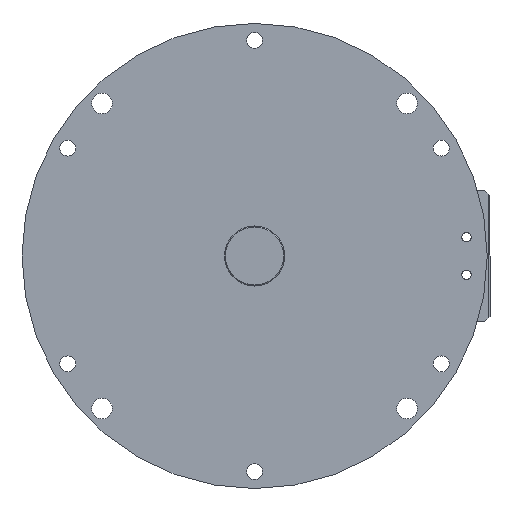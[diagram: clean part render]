
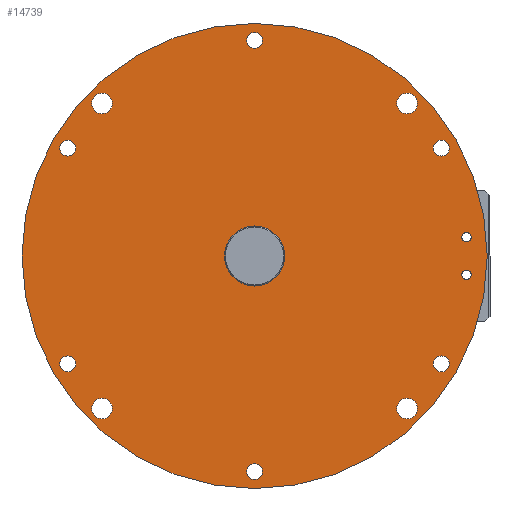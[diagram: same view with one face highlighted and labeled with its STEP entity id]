
A CAD part, left-side view. The second image highlights one B-rep face of the part: STEP entity #14739.
In plain terms, the highlighted planar face has unit normal (-1, 0, 0).
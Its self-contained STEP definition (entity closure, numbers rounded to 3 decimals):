
#66 = CARTESIAN_POINT ( 'NONE',  ( 0., -99.593, -61.75 ) ) ;
#652 = CARTESIAN_POINT ( 'NONE',  ( 0., -113., 10. ) ) ;
#742 = ORIENTED_EDGE ( 'NONE', *, *, #30357, .T. ) ;
#1035 = DIRECTION ( 'NONE',  ( 0., 0., -1. ) ) ;
#1325 = FACE_BOUND ( 'NONE', #28174, .T. ) ;
#1644 = DIRECTION ( 'NONE',  ( 0., 0., -1. ) ) ;
#1748 = DIRECTION ( 'NONE',  ( 1., 0., 0. ) ) ;
#2193 = FACE_BOUND ( 'NONE', #25373, .T. ) ;
#2262 = CARTESIAN_POINT ( 'NONE',  ( 0., 99.593, 53.25 ) ) ;
#2277 = VERTEX_POINT ( 'NONE', #8063 ) ;
#2420 = CARTESIAN_POINT ( 'NONE',  ( 0., 0., -115. ) ) ;
#2720 = PLANE ( 'NONE',  #15088 ) ;
#2847 = CARTESIAN_POINT ( 'NONE',  ( 0., 99.593, -61.75 ) ) ;
#3359 = CIRCLE ( 'NONE', #25982, 5.5 ) ;
#3412 = CARTESIAN_POINT ( 'NONE',  ( 0., 0., 115. ) ) ;
#3421 = DIRECTION ( 'NONE',  ( 0., 0., -1. ) ) ;
#3472 = CARTESIAN_POINT ( 'NONE',  ( 0., 0., 0. ) ) ;
#4279 = EDGE_CURVE ( 'NONE', #6391, #6391, #30566, .T. ) ;
#4428 = VERTEX_POINT ( 'NONE', #30386 ) ;
#5177 = EDGE_LOOP ( 'NONE', ( #23025 ) ) ;
#5223 = DIRECTION ( 'NONE',  ( 0., 0., -1. ) ) ;
#5704 = VERTEX_POINT ( 'NONE', #5868 ) ;
#5739 = VERTEX_POINT ( 'NONE', #16171 ) ;
#5868 = CARTESIAN_POINT ( 'NONE',  ( 0., -99.593, 53.25 ) ) ;
#6262 = DIRECTION ( 'NONE',  ( 0., 0., -1. ) ) ;
#6282 = AXIS2_PLACEMENT_3D ( 'NONE', #34077, #17615, #1035 ) ;
#6292 = EDGE_CURVE ( 'NONE', #33146, #33146, #21464, .T. ) ;
#6391 = VERTEX_POINT ( 'NONE', #18370 ) ;
#6443 = EDGE_LOOP ( 'NONE', ( #27790 ) ) ;
#6838 = CARTESIAN_POINT ( 'NONE',  ( 0., 0., 0. ) ) ;
#7195 = EDGE_LOOP ( 'NONE', ( #32019 ) ) ;
#7196 = DIRECTION ( 'NONE',  ( 1., 0., 0. ) ) ;
#7229 = EDGE_CURVE ( 'NONE', #18524, #18524, #27011, .T. ) ;
#7483 = VERTEX_POINT ( 'NONE', #2262 ) ;
#7928 = AXIS2_PLACEMENT_3D ( 'NONE', #3412, #10845, #16663 ) ;
#8063 = CARTESIAN_POINT ( 'NONE',  ( 0., 0., -124. ) ) ;
#8451 = CARTESIAN_POINT ( 'NONE',  ( 0., 81.317, -81.317 ) ) ;
#8640 = CARTESIAN_POINT ( 'NONE',  ( 0., -81.317, -86.817 ) ) ;
#8661 = FACE_BOUND ( 'NONE', #26686, .T. ) ;
#9285 = EDGE_LOOP ( 'NONE', ( #10823 ) ) ;
#9519 = FACE_BOUND ( 'NONE', #5177, .T. ) ;
#9576 = DIRECTION ( 'NONE',  ( 0., 0., -1. ) ) ;
#9836 = EDGE_LOOP ( 'NONE', ( #10236 ) ) ;
#9930 = EDGE_CURVE ( 'NONE', #30574, #30574, #21185, .T. ) ;
#10236 = ORIENTED_EDGE ( 'NONE', *, *, #30567, .T. ) ;
#10384 = FACE_OUTER_BOUND ( 'NONE', #23995, .T. ) ;
#10768 = AXIS2_PLACEMENT_3D ( 'NONE', #27490, #10893, #30233 ) ;
#10823 = ORIENTED_EDGE ( 'NONE', *, *, #9930, .T. ) ;
#10845 = DIRECTION ( 'NONE',  ( 1., 0., 0. ) ) ;
#10889 = VERTEX_POINT ( 'NONE', #66 ) ;
#10893 = DIRECTION ( 'NONE',  ( 1., 0., 0. ) ) ;
#11020 = ORIENTED_EDGE ( 'NONE', *, *, #17965, .T. ) ;
#11379 = AXIS2_PLACEMENT_3D ( 'NONE', #2420, #21748, #5223 ) ;
#11586 = DIRECTION ( 'NONE',  ( 1., 0., 0. ) ) ;
#12114 = FACE_BOUND ( 'NONE', #25699, .T. ) ;
#12634 = VERTEX_POINT ( 'NONE', #22059 ) ;
#13474 = ORIENTED_EDGE ( 'NONE', *, *, #23836, .F. ) ;
#13736 = CARTESIAN_POINT ( 'NONE',  ( 0., 16., 0. ) ) ;
#13857 = CARTESIAN_POINT ( 'NONE',  ( 0., -113., -12.5 ) ) ;
#14006 = EDGE_LOOP ( 'NONE', ( #18208 ) ) ;
#14413 = AXIS2_PLACEMENT_3D ( 'NONE', #8451, #7196, #1644 ) ;
#14739 = ADVANCED_FACE ( 'NONE', ( #12114, #10384, #24252, #31552, #16887, #9519, #2193, #30687, #23374, #16034, #8661, #1325, #29860, #22500 ), #2720, .T. ) ;
#15088 = AXIS2_PLACEMENT_3D ( 'NONE', #13736, #21948, #27631 ) ;
#15209 = AXIS2_PLACEMENT_3D ( 'NONE', #18325, #1748, #21071 ) ;
#15238 = CARTESIAN_POINT ( 'NONE',  ( 0., 81.317, 81.317 ) ) ;
#15701 = CARTESIAN_POINT ( 'NONE',  ( 0., 0., 110.75 ) ) ;
#15915 = EDGE_CURVE ( 'NONE', #7483, #7483, #30197, .T. ) ;
#15922 = CIRCLE ( 'NONE', #17237, 5.5 ) ;
#16034 = FACE_BOUND ( 'NONE', #6443, .T. ) ;
#16063 = CIRCLE ( 'NONE', #11379, 4.25 ) ;
#16171 = CARTESIAN_POINT ( 'NONE',  ( 0., 81.317, 75.817 ) ) ;
#16255 = CARTESIAN_POINT ( 'NONE',  ( 0., -81.317, -81.317 ) ) ;
#16322 = DIRECTION ( 'NONE',  ( 1., 0., 0. ) ) ;
#16663 = DIRECTION ( 'NONE',  ( 0., 0., -1. ) ) ;
#16716 = EDGE_CURVE ( 'NONE', #26893, #26893, #3359, .T. ) ;
#16887 = FACE_BOUND ( 'NONE', #17546, .T. ) ;
#17137 = CIRCLE ( 'NONE', #15209, 4.25 ) ;
#17237 = AXIS2_PLACEMENT_3D ( 'NONE', #15238, #34475, #18025 ) ;
#17546 = EDGE_LOOP ( 'NONE', ( #11020 ) ) ;
#17615 = DIRECTION ( 'NONE',  ( 1., 0., 0. ) ) ;
#17658 = ORIENTED_EDGE ( 'NONE', *, *, #6292, .T. ) ;
#17965 = EDGE_CURVE ( 'NONE', #5739, #5739, #15922, .T. ) ;
#18005 = ORIENTED_EDGE ( 'NONE', *, *, #16716, .T. ) ;
#18025 = DIRECTION ( 'NONE',  ( 0., 0., -1. ) ) ;
#18208 = ORIENTED_EDGE ( 'NONE', *, *, #28969, .T. ) ;
#18325 = CARTESIAN_POINT ( 'NONE',  ( 0., -99.593, -57.5 ) ) ;
#18370 = CARTESIAN_POINT ( 'NONE',  ( 0., -81.317, 75.817 ) ) ;
#18488 = CARTESIAN_POINT ( 'NONE',  ( 0., 81.317, -86.817 ) ) ;
#18524 = VERTEX_POINT ( 'NONE', #18488 ) ;
#18601 = CARTESIAN_POINT ( 'NONE',  ( 0., -113., 7.5 ) ) ;
#18668 = ORIENTED_EDGE ( 'NONE', *, *, #35551, .T. ) ;
#19040 = DIRECTION ( 'NONE',  ( 0., 0., -1. ) ) ;
#19405 = CIRCLE ( 'NONE', #32538, 124. ) ;
#19596 = EDGE_LOOP ( 'NONE', ( #26070 ) ) ;
#19987 = DIRECTION ( 'NONE',  ( 1., 0., 0. ) ) ;
#21071 = DIRECTION ( 'NONE',  ( 0., 0., -1. ) ) ;
#21185 = CIRCLE ( 'NONE', #25123, 2.5 ) ;
#21464 = CIRCLE ( 'NONE', #7928, 4.25 ) ;
#21684 = DIRECTION ( 'NONE',  ( 1., 0., 0. ) ) ;
#21748 = DIRECTION ( 'NONE',  ( 1., 0., 0. ) ) ;
#21948 = DIRECTION ( 'NONE',  ( -1., 0., 0. ) ) ;
#22059 = CARTESIAN_POINT ( 'NONE',  ( 0., 0., -119.25 ) ) ;
#22326 = CIRCLE ( 'NONE', #22788, 2.5 ) ;
#22358 = CIRCLE ( 'NONE', #27871, 16. ) ;
#22500 = FACE_BOUND ( 'NONE', #14006, .T. ) ;
#22788 = AXIS2_PLACEMENT_3D ( 'NONE', #28163, #11586, #30919 ) ;
#22818 = DIRECTION ( 'NONE',  ( 1., 0., 0. ) ) ;
#23025 = ORIENTED_EDGE ( 'NONE', *, *, #4279, .T. ) ;
#23374 = FACE_BOUND ( 'NONE', #9285, .T. ) ;
#23836 = EDGE_CURVE ( 'NONE', #2277, #2277, #19405, .T. ) ;
#23895 = DIRECTION ( 'NONE',  ( 0., 0., -1. ) ) ;
#23995 = EDGE_LOOP ( 'NONE', ( #13474 ) ) ;
#24252 = FACE_BOUND ( 'NONE', #19596, .T. ) ;
#24556 = AXIS2_PLACEMENT_3D ( 'NONE', #31215, #21684, #23895 ) ;
#25123 = AXIS2_PLACEMENT_3D ( 'NONE', #652, #19987, #3421 ) ;
#25242 = EDGE_LOOP ( 'NONE', ( #742 ) ) ;
#25373 = EDGE_LOOP ( 'NONE', ( #18005 ) ) ;
#25699 = EDGE_LOOP ( 'NONE', ( #33603 ) ) ;
#25771 = CIRCLE ( 'NONE', #10768, 4.25 ) ;
#25889 = CIRCLE ( 'NONE', #6282, 4.25 ) ;
#25982 = AXIS2_PLACEMENT_3D ( 'NONE', #16255, #35509, #19040 ) ;
#26070 = ORIENTED_EDGE ( 'NONE', *, *, #29929, .T. ) ;
#26169 = DIRECTION ( 'NONE',  ( 1., 0., 0. ) ) ;
#26686 = EDGE_LOOP ( 'NONE', ( #17658 ) ) ;
#26893 = VERTEX_POINT ( 'NONE', #8640 ) ;
#27011 = CIRCLE ( 'NONE', #14413, 5.5 ) ;
#27490 = CARTESIAN_POINT ( 'NONE',  ( 0., 99.593, -57.5 ) ) ;
#27631 = DIRECTION ( 'NONE',  ( 0., 0., 1. ) ) ;
#27790 = ORIENTED_EDGE ( 'NONE', *, *, #15915, .T. ) ;
#27871 = AXIS2_PLACEMENT_3D ( 'NONE', #6838, #26169, #9576 ) ;
#28163 = CARTESIAN_POINT ( 'NONE',  ( 0., -113., -10. ) ) ;
#28174 = EDGE_LOOP ( 'NONE', ( #18668 ) ) ;
#28969 = EDGE_CURVE ( 'NONE', #12634, #12634, #16063, .T. ) ;
#29860 = FACE_BOUND ( 'NONE', #9836, .T. ) ;
#29929 = EDGE_CURVE ( 'NONE', #4428, #4428, #22358, .T. ) ;
#30197 = CIRCLE ( 'NONE', #34469, 4.25 ) ;
#30233 = DIRECTION ( 'NONE',  ( 0., 0., -1. ) ) ;
#30357 = EDGE_CURVE ( 'NONE', #32906, #32906, #22326, .T. ) ;
#30386 = CARTESIAN_POINT ( 'NONE',  ( 0., 0., -16. ) ) ;
#30566 = CIRCLE ( 'NONE', #24556, 5.5 ) ;
#30567 = EDGE_CURVE ( 'NONE', #10889, #10889, #17137, .T. ) ;
#30574 = VERTEX_POINT ( 'NONE', #18601 ) ;
#30687 = FACE_BOUND ( 'NONE', #25242, .T. ) ;
#30739 = EDGE_CURVE ( 'NONE', #32051, #32051, #25771, .T. ) ;
#30919 = DIRECTION ( 'NONE',  ( 0., 0., -1. ) ) ;
#31215 = CARTESIAN_POINT ( 'NONE',  ( 0., -81.317, 81.317 ) ) ;
#31552 = FACE_BOUND ( 'NONE', #7195, .T. ) ;
#32019 = ORIENTED_EDGE ( 'NONE', *, *, #7229, .T. ) ;
#32051 = VERTEX_POINT ( 'NONE', #2847 ) ;
#32538 = AXIS2_PLACEMENT_3D ( 'NONE', #3472, #22818, #6262 ) ;
#32800 = CARTESIAN_POINT ( 'NONE',  ( 0., 99.593, 57.5 ) ) ;
#32906 = VERTEX_POINT ( 'NONE', #13857 ) ;
#33146 = VERTEX_POINT ( 'NONE', #15701 ) ;
#33603 = ORIENTED_EDGE ( 'NONE', *, *, #30739, .T. ) ;
#34077 = CARTESIAN_POINT ( 'NONE',  ( 0., -99.593, 57.5 ) ) ;
#34469 = AXIS2_PLACEMENT_3D ( 'NONE', #32800, #16322, #35566 ) ;
#34475 = DIRECTION ( 'NONE',  ( 1., 0., 0. ) ) ;
#35509 = DIRECTION ( 'NONE',  ( 1., 0., 0. ) ) ;
#35551 = EDGE_CURVE ( 'NONE', #5704, #5704, #25889, .T. ) ;
#35566 = DIRECTION ( 'NONE',  ( 0., 0., -1. ) ) ;
